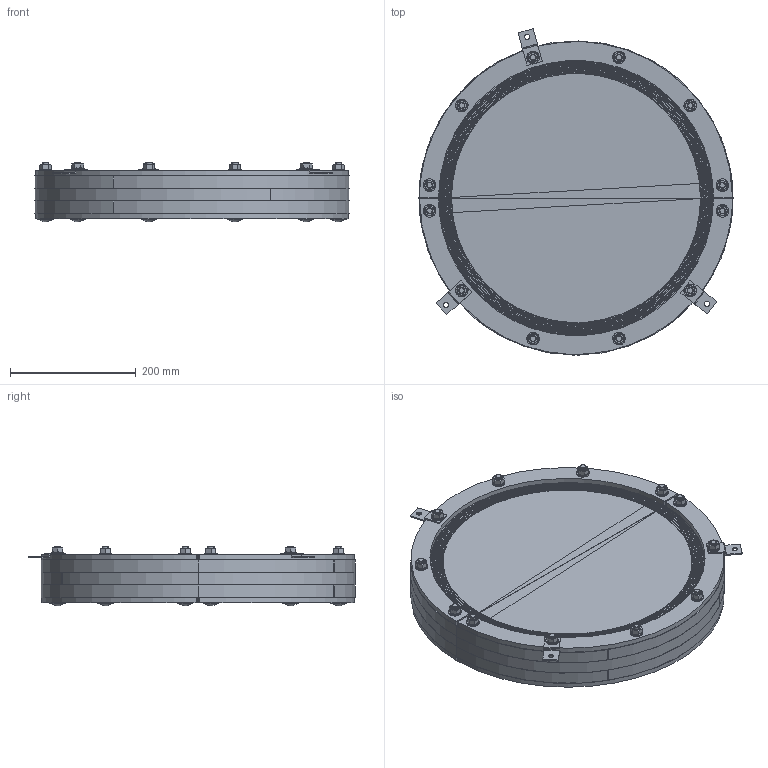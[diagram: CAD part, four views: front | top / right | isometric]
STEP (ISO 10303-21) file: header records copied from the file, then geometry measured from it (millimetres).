
FILE_DESCRIPTION((''),'2;1');
FILE_NAME('RS500.stp','2009-08-14T11:21:38',('JE BOHLIN'),('Roxtec International AB'),'Mechanical Desktop 2005','Mechanical Desktop 2005',', , ');
FILE_SCHEMA(('CONFIG_CONTROL_DESIGN'));
Length unit declared in the file: millimetre
Products named in the file (12): RS500; COMPLETE_HALF; FITTING; SMALL_RUBBER; LARGE_RUBBER; BOLTS; CUP HEAD SQUARE NECK BOLT - DIN 603 - M10 X 90; WASHER - ISO 7089 - 10 - 140 HV; HEX NUT - ISO 4032 - M10; BLUE_MDM; BOLTS&NUTS; FLANGE
Assembly tree (40 placements, depth 4):
  RS500
    COMPLETE_HALF  x2
      FITTING
      SMALL_RUBBER
      LARGE_RUBBER
      BOLTS
        CUP HEAD SQUARE NECK BOLT - DIN 603 - M10 X 90  x6
        WASHER - ISO 7089 - 10 - 140 HV  x3
        HEX NUT - ISO 4032 - M10  x3
      BLUE_MDM
    BOLTS&NUTS
      WASHER - ISO 7089 - 10 - 140 HV  x6
      HEX NUT - ISO 4032 - M10  x6
    FLANGE  x3
Bounding box: 500 x 519.26 x 95.37 mm (x, y, z)
Surface area: 2664568.1 mm2 (no closed solid volume)
Topology: 0 solids, 0 shells, 1280 faces, 6426 edges, 6410 vertices
Faces by surface type: bspline 1280
Entity records: 12141 total; most frequent: CARTESIAN_POINT 8181, COMPOSITE_CURVE_SEGMENT 1266, QUASI_UNIFORM_CURVE 1058, PCURVE 529, CURVE_BOUNDED_SURFACE 248, OUTER_BOUNDARY_CURVE 240, QUASI_UNIFORM_SURFACE 103, DIRECTION 82
